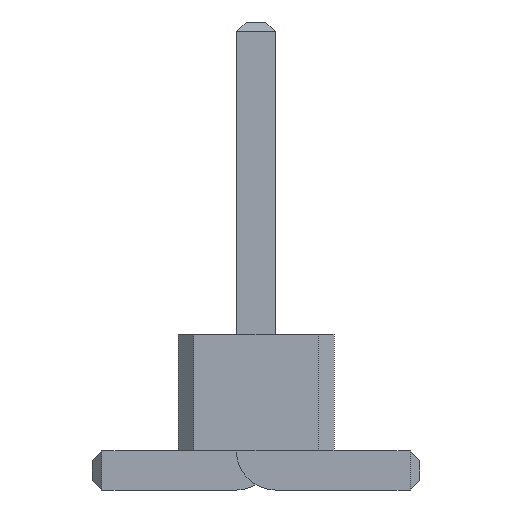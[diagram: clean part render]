
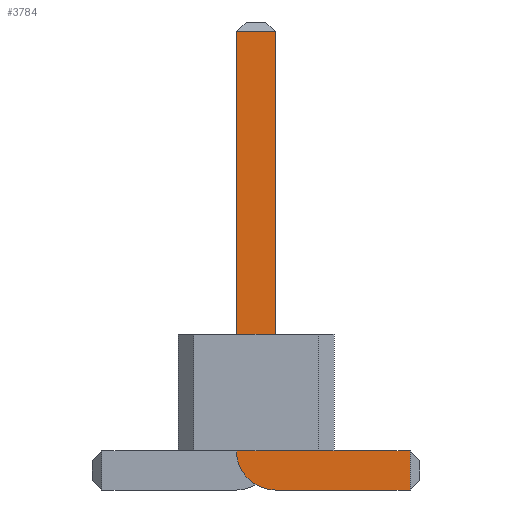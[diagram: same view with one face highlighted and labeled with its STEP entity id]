
A CAD part, front view. The second image highlights one B-rep face of the part: STEP entity #3784.
In plain terms, the highlighted planar face has unit normal (0, -1, 0).
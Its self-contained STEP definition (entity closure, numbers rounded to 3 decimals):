
#13=DIRECTION('',(0.,0.,1.));
#27=VECTOR('',#13,1.);
#67=DIRECTION('',(1.,0.,0.));
#1694=VECTOR('',#67,1.);
#1747=DIRECTION('',(-1.,0.,0.));
#3371=VECTOR('',#1747,1.);
#3598=DIRECTION('',(-0.,1.,0.));
#3599=DIRECTION('',(0.,0.,-1.));
#3616=VECTOR('',#3599,1.);
#3628=DIRECTION('',(0.,1.,0.));
#3629=DIRECTION('',(1.,0.,0.));
#3636=VERTEX_POINT('',#3637);
#3637=CARTESIAN_POINT('',(1.975,-28.25,0.));
#3639=ORIENTED_EDGE('',*,*,#3640,.T.);
#3640=EDGE_CURVE('',#3636,#3641,#3643,.T.);
#3641=VERTEX_POINT('',#3642);
#3642=CARTESIAN_POINT('',(0.25,-28.25,0.));
#3643=LINE('',#3644,#3371);
#3644=CARTESIAN_POINT('',(2.1,-28.25,0.));
#3681=VERTEX_POINT('',#3682);
#3682=CARTESIAN_POINT('',(-0.25,-28.25,0.5));
#3685=EDGE_CURVE('',#3641,#3681,#3686,.T.);
#3686=CIRCLE('',#3687,0.5);
#3687=AXIS2_PLACEMENT_3D('',#3688,#3598,#3599);
#3688=CARTESIAN_POINT('',(0.25,-28.25,0.5));
#3697=VERTEX_POINT('',#3688);
#3699=ORIENTED_EDGE('',*,*,#3700,.T.);
#3700=EDGE_CURVE('',#3697,#3701,#3703,.T.);
#3701=VERTEX_POINT('',#3702);
#3702=CARTESIAN_POINT('',(1.975,-28.25,0.5));
#3703=LINE('',#3688,#1694);
#3713=ORIENTED_EDGE('',*,*,#3714,.T.);
#3714=EDGE_CURVE('',#3681,#3715,#3717,.T.);
#3715=VERTEX_POINT('',#3716);
#3716=CARTESIAN_POINT('',(-0.25,-28.25,5.875));
#3717=LINE('',#3718,#27);
#3718=CARTESIAN_POINT('',(-0.25,-28.25,0.));
#3730=VERTEX_POINT('',#3731);
#3731=CARTESIAN_POINT('',(0.25,-28.25,5.875));
#3733=ORIENTED_EDGE('',*,*,#3734,.T.);
#3734=EDGE_CURVE('',#3730,#3697,#3735,.T.);
#3735=LINE('',#3736,#3616);
#3736=CARTESIAN_POINT('',(0.25,-28.25,6.));
#3784=ADVANCED_FACE('',(#3785),#3794,.F.);
#3785=FACE_BOUND('',#3786,.F.);
#3786=EDGE_LOOP('',(#3639,#3787,#3713,#3788,#3733,#3699,#3791));
#3787=ORIENTED_EDGE('',*,*,#3685,.T.);
#3788=ORIENTED_EDGE('',*,*,#3789,.T.);
#3789=EDGE_CURVE('',#3715,#3730,#3790,.T.);
#3790=LINE('',#3716,#1694);
#3791=ORIENTED_EDGE('',*,*,#3792,.T.);
#3792=EDGE_CURVE('',#3701,#3636,#3793,.T.);
#3793=LINE('',#3702,#3616);
#3794=PLANE('',#3795);
#3795=AXIS2_PLACEMENT_3D('',#3796,#3628,#3629);
#3796=CARTESIAN_POINT('',(0.316,-28.25,2.391));
